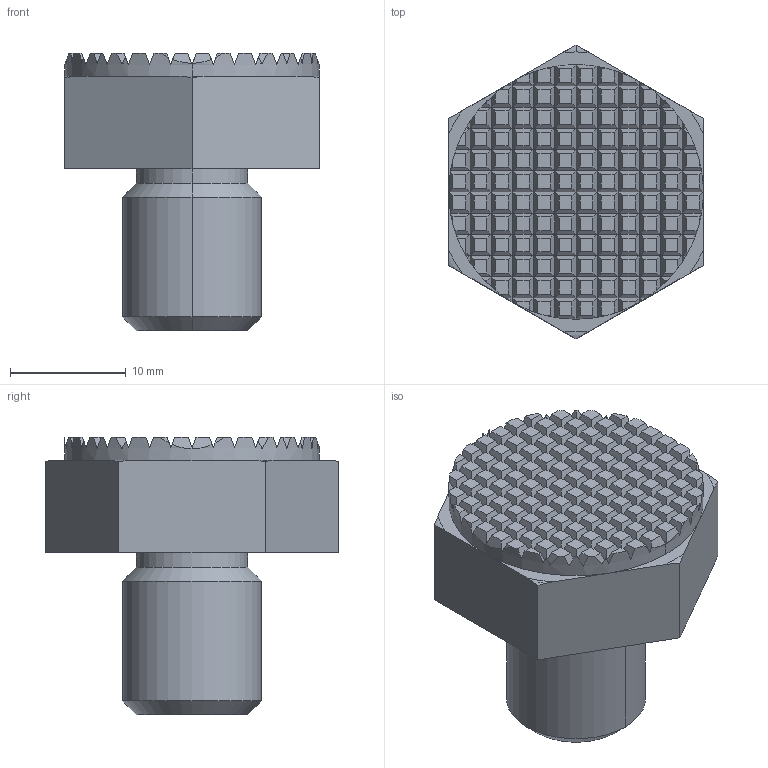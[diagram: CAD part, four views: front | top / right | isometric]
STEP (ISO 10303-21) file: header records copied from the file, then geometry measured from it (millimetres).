
FILE_DESCRIPTION (( 'STEP AP203' ), '1' );
FILE_NAME ('bj811-12010-s.STEP', '2021-10-25T00:31:11', ( '' ), ( '' ), 'SwSTEP 2.0', 'SolidWorks 2020', '' );
FILE_SCHEMA (( 'CONFIG_CONTROL_DESIGN' ));
Length unit declared in the file: millimetre
Products named in the file (1): bj811-12010-s
Bounding box: 22 x 25.4 x 24 mm (x, y, z)
Volume: 5477.1 mm3; surface area: 2545.3 mm2
Topology: 1 solids, 1 shells, 435 faces, 1281 edges, 849 vertices
Faces by surface type: plane 418, torus 7, cylinder 6, cone 4
Entity records: 14308 total; most frequent: CARTESIAN_POINT 2904, ORIENTED_EDGE 2562, DIRECTION 2099, EDGE_CURVE 1281, VECTOR 1115, LINE 1115, VERTEX_POINT 849, AXIS2_PLACEMENT_3D 492
